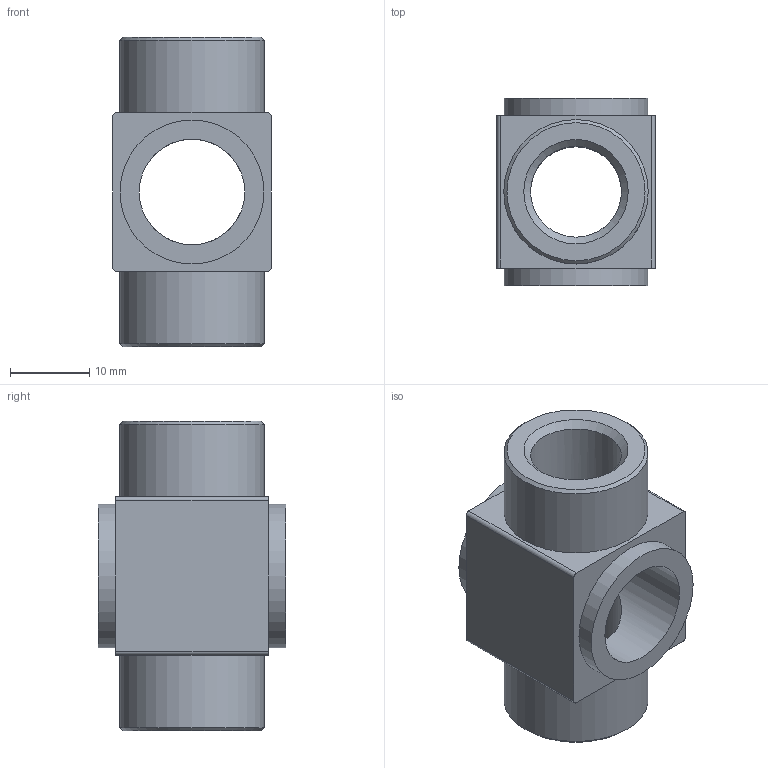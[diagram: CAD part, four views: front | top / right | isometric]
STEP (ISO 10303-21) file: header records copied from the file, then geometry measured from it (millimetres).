
FILE_DESCRIPTION(/* description */ ('STEP AP214'),/* implementation_level */ '2;1');
FILE_NAME(/* name */ '9174_TK-1_4',/* time_stamp */ '2024-09-15T15:37:17+02:00',/* author */ ('License CC BY-ND 4.0'),/* organization */ ('CADENAS'),/* preprocessor_version */ 'ST-DEVELOPER v19.3',/* originating_system */ 'PARTsolutions',/* authorisation */ ' ');
FILE_SCHEMA (('AUTOMOTIVE_DESIGN {1 0 10303 214 3 1 1}'));
Length unit declared in the file: millimetre
Products named in the file (1): 9174 TK-1/4
Bounding box: 20 x 23.6 x 39 mm (x, y, z)
Volume: 7655.1 mm3; surface area: 4895.2 mm2
Topology: 1 solids, 1 shells, 25 faces, 59 edges, 39 vertices
Faces by surface type: cylinder 11, plane 10, cone 4
Full cylindrical faces by diameter (mm): 11.445 x2, 13.3 x1, 18.15 x2, 18.2 x2
Entity records: 710 total; most frequent: CARTESIAN_POINT 150, DIRECTION 116, ORIENTED_EDGE 84, AXIS2_PLACEMENT_3D 50, EDGE_LOOP 46, FACE_BOUND 46, EDGE_CURVE 42, VERTEX_POINT 34
